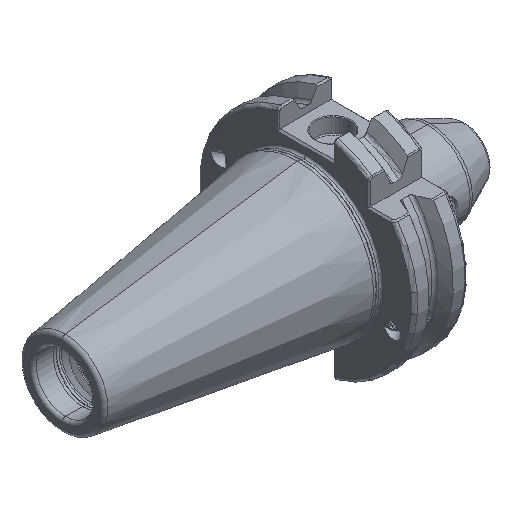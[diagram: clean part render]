
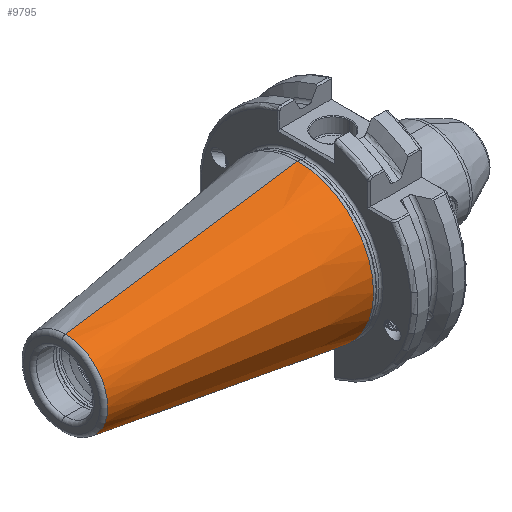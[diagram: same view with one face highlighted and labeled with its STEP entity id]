
A CAD part, isometric view. The second image highlights one B-rep face of the part: STEP entity #9795.
In plain terms, the highlighted conical face has half-angle 8.297 degrees and reference radius 22.692 mm.
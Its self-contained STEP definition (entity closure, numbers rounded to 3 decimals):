
#48 = AXIS2_PLACEMENT_3D ( 'NONE', #18953, #18966, #18932 ) ;
#59 = AXIS2_PLACEMENT_3D ( 'NONE', #18041, #18067, #18068 ) ;
#426 = AXIS2_PLACEMENT_3D ( 'NONE', #8419, #8442, #8421 ) ;
#7478 = FACE_OUTER_BOUND ( 'NONE', #19143, .T. ) ;
#7504 = CONICAL_SURFACE ( 'NONE', #426, 22.692, 0.145 ) ;
#8419 = CARTESIAN_POINT ( 'NONE',  ( 0., 0., 0. ) ) ;
#8421 = DIRECTION ( 'NONE',  ( 0., 0., -1. ) ) ;
#8442 = DIRECTION ( 'NONE',  ( 1., 0., 0. ) ) ;
#9795 = ADVANCED_FACE ( 'NONE', ( #7478 ), #7504, .T. ) ;
#12742 = CARTESIAN_POINT ( 'NONE',  ( 0., 0., 22.692 ) ) ;
#12743 = DIRECTION ( 'NONE',  ( 0.99, 0., 0.144 ) ) ;
#13202 = CARTESIAN_POINT ( 'NONE',  ( -70.573, 0., 12.4 ) ) ;
#13221 = CARTESIAN_POINT ( 'NONE',  ( -70.573, 0., -12.4 ) ) ;
#13232 = CARTESIAN_POINT ( 'NONE',  ( -2.5, 0., -22.327 ) ) ;
#13258 = CARTESIAN_POINT ( 'NONE',  ( -2.5, 0., 22.327 ) ) ;
#17883 = DIRECTION ( 'NONE',  ( 0.99, 0., -0.144 ) ) ;
#17927 = CARTESIAN_POINT ( 'NONE',  ( 0., 0., -22.692 ) ) ;
#18041 = CARTESIAN_POINT ( 'NONE',  ( -2.5, 0., 0. ) ) ;
#18067 = DIRECTION ( 'NONE',  ( 1., 0., 0. ) ) ;
#18068 = DIRECTION ( 'NONE',  ( 0., 0., -1. ) ) ;
#18411 = EDGE_CURVE ( 'NONE', #23625, #23688, #19443, .T. ) ;
#18546 = EDGE_CURVE ( 'NONE', #23688, #23689, #19501, .T. ) ;
#18576 = EDGE_CURVE ( 'NONE', #23697, #23689, #19469, .T. ) ;
#18723 = EDGE_CURVE ( 'NONE', #23625, #23697, #19570, .T. ) ;
#18932 = DIRECTION ( 'NONE',  ( 0., 0., 1. ) ) ;
#18953 = CARTESIAN_POINT ( 'NONE',  ( -70.573, 0., 0. ) ) ;
#18966 = DIRECTION ( 'NONE',  ( 1., 0., 0. ) ) ;
#19143 = EDGE_LOOP ( 'NONE', ( #23620, #23663, #23657, #20357 ) ) ;
#19443 = CIRCLE ( 'NONE', #48, 12.4 ) ;
#19463 = VECTOR ( 'NONE', #17883, 1000. ) ;
#19469 = CIRCLE ( 'NONE', #59, 22.327 ) ;
#19501 = LINE ( 'NONE', #17927, #19463 ) ;
#19570 = LINE ( 'NONE', #12742, #19571 ) ;
#19571 = VECTOR ( 'NONE', #12743, 1000. ) ;
#20357 = ORIENTED_EDGE ( 'NONE', *, *, #18576, .F. ) ;
#23620 = ORIENTED_EDGE ( 'NONE', *, *, #18723, .F. ) ;
#23625 = VERTEX_POINT ( 'NONE', #13202 ) ;
#23657 = ORIENTED_EDGE ( 'NONE', *, *, #18546, .T. ) ;
#23663 = ORIENTED_EDGE ( 'NONE', *, *, #18411, .T. ) ;
#23688 = VERTEX_POINT ( 'NONE', #13221 ) ;
#23689 = VERTEX_POINT ( 'NONE', #13232 ) ;
#23697 = VERTEX_POINT ( 'NONE', #13258 ) ;
